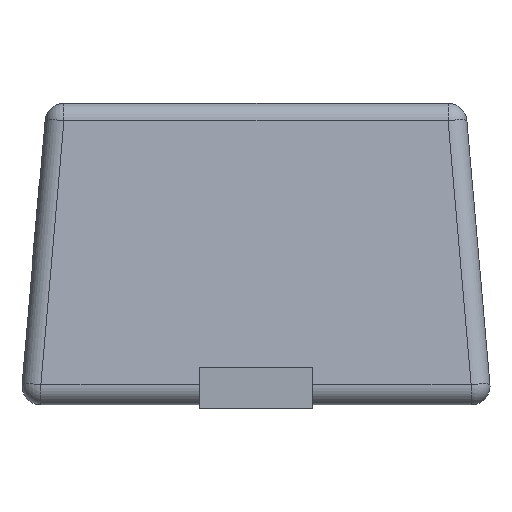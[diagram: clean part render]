
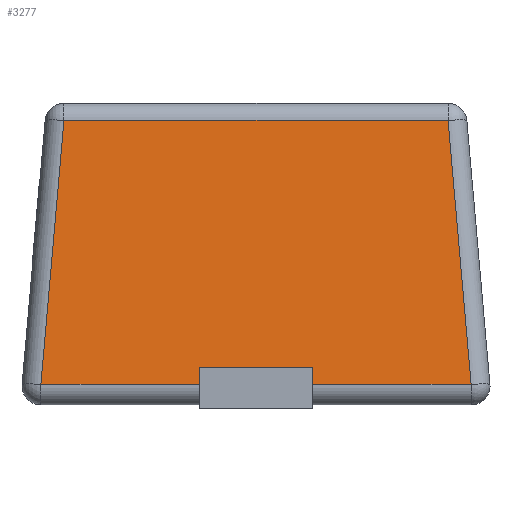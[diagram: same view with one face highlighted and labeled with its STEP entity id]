
A CAD part, left-side view. The second image highlights one B-rep face of the part: STEP entity #3277.
In plain terms, the highlighted planar face has unit normal (-0.996, 0, 0.087).
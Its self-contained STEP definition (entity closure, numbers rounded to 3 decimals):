
#360 = ORIENTED_EDGE ( 'NONE', *, *, #529, .T. ) ;
#370 = LINE ( 'NONE', #8366, #5652 ) ;
#481 = DIRECTION ( 'NONE',  ( 0.087, 0., 0.996 ) ) ;
#529 = EDGE_CURVE ( 'NONE', #4916, #595, #370, .T. ) ;
#595 = VERTEX_POINT ( 'NONE', #8804 ) ;
#810 = LINE ( 'NONE', #4742, #8815 ) ;
#846 = VERTEX_POINT ( 'NONE', #10119 ) ;
#980 = ORIENTED_EDGE ( 'NONE', *, *, #4153, .T. ) ;
#1551 = ORIENTED_EDGE ( 'NONE', *, *, #12778, .T. ) ;
#2460 = CARTESIAN_POINT ( 'NONE',  ( -0.916, -0.15, 0.1 ) ) ;
#2485 = EDGE_CURVE ( 'NONE', #11228, #4916, #6879, .T. ) ;
#2501 = DIRECTION ( 'NONE',  ( 0.087, 0.087, 0.992 ) ) ;
#2726 = LINE ( 'NONE', #11952, #10547 ) ;
#2835 = VECTOR ( 'NONE', #11961, 1000. ) ;
#2869 = ORIENTED_EDGE ( 'NONE', *, *, #12545, .T. ) ;
#2880 = ORIENTED_EDGE ( 'NONE', *, *, #12275, .T. ) ;
#3277 = ADVANCED_FACE ( 'NONE', ( #5897 ), #7025, .T. ) ;
#3938 = CARTESIAN_POINT ( 'NONE',  ( -0.859, -0.509, 0.754 ) ) ;
#4153 = EDGE_CURVE ( 'NONE', #8415, #12634, #2726, .T. ) ;
#4435 = DIRECTION ( 'NONE',  ( -0.087, 0.087, -0.992 ) ) ;
#4742 = CARTESIAN_POINT ( 'NONE',  ( -0.92, 0.625, 0.054 ) ) ;
#4862 = CARTESIAN_POINT ( 'NONE',  ( -0.859, 0.555, 0.754 ) ) ;
#4916 = VERTEX_POINT ( 'NONE', #12705 ) ;
#5127 = DIRECTION ( 'NONE',  ( 0.087, 0., 0.996 ) ) ;
#5241 = EDGE_CURVE ( 'NONE', #12634, #5512, #6150, .T. ) ;
#5351 = CARTESIAN_POINT ( 'NONE',  ( -0.92, 0.15, 0.054 ) ) ;
#5364 = ORIENTED_EDGE ( 'NONE', *, *, #5241, .T. ) ;
#5411 = LINE ( 'NONE', #5553, #8224 ) ;
#5512 = VERTEX_POINT ( 'NONE', #6668 ) ;
#5553 = CARTESIAN_POINT ( 'NONE',  ( -0.916, -0.566, 0.103 ) ) ;
#5652 = VECTOR ( 'NONE', #4435, 1000. ) ;
#5897 = FACE_OUTER_BOUND ( 'NONE', #9830, .T. ) ;
#6109 = CARTESIAN_POINT ( 'NONE',  ( -0.916, 0.625, 0.1 ) ) ;
#6150 = LINE ( 'NONE', #7270, #8722 ) ;
#6668 = CARTESIAN_POINT ( 'NONE',  ( -0.92, -0.57, 0.054 ) ) ;
#6709 = LINE ( 'NONE', #6109, #10938 ) ;
#6879 = LINE ( 'NONE', #4862, #2835 ) ;
#7025 = PLANE ( 'NONE',  #7585 ) ;
#7126 = VECTOR ( 'NONE', #481, 1000. ) ;
#7211 = DIRECTION ( 'NONE',  ( 0., -1., 0. ) ) ;
#7270 = CARTESIAN_POINT ( 'NONE',  ( -0.92, 0.625, 0.054 ) ) ;
#7585 = AXIS2_PLACEMENT_3D ( 'NONE', #11100, #11035, #5127 ) ;
#8064 = EDGE_CURVE ( 'NONE', #8415, #846, #6709, .T. ) ;
#8143 = CARTESIAN_POINT ( 'NONE',  ( -0.92, -0.15, 0.054 ) ) ;
#8224 = VECTOR ( 'NONE', #2501, 1000. ) ;
#8366 = CARTESIAN_POINT ( 'NONE',  ( -0.925, 0.576, -0.004 ) ) ;
#8415 = VERTEX_POINT ( 'NONE', #2460 ) ;
#8722 = VECTOR ( 'NONE', #7211, 1000. ) ;
#8804 = CARTESIAN_POINT ( 'NONE',  ( -0.92, 0.57, 0.054 ) ) ;
#8815 = VECTOR ( 'NONE', #8929, 1000. ) ;
#8929 = DIRECTION ( 'NONE',  ( 0., -1., 0. ) ) ;
#9400 = LINE ( 'NONE', #9465, #7126 ) ;
#9465 = CARTESIAN_POINT ( 'NONE',  ( -0.925, 0.15, 0. ) ) ;
#9733 = ORIENTED_EDGE ( 'NONE', *, *, #2485, .T. ) ;
#9830 = EDGE_LOOP ( 'NONE', ( #2880, #2869, #12919, #980, #5364, #1551, #9733, #360 ) ) ;
#10119 = CARTESIAN_POINT ( 'NONE',  ( -0.916, 0.15, 0.1 ) ) ;
#10493 = VERTEX_POINT ( 'NONE', #5351 ) ;
#10547 = VECTOR ( 'NONE', #10965, 1000. ) ;
#10938 = VECTOR ( 'NONE', #12171, 1000. ) ;
#10965 = DIRECTION ( 'NONE',  ( -0.087, 0., -0.996 ) ) ;
#11035 = DIRECTION ( 'NONE',  ( -0.996, 0., 0.087 ) ) ;
#11100 = CARTESIAN_POINT ( 'NONE',  ( -0.925, 0.625, 0. ) ) ;
#11228 = VERTEX_POINT ( 'NONE', #3938 ) ;
#11952 = CARTESIAN_POINT ( 'NONE',  ( -0.925, -0.15, 0. ) ) ;
#11961 = DIRECTION ( 'NONE',  ( 0., 1., 0. ) ) ;
#12171 = DIRECTION ( 'NONE',  ( 0., 1., 0. ) ) ;
#12275 = EDGE_CURVE ( 'NONE', #595, #10493, #810, .T. ) ;
#12545 = EDGE_CURVE ( 'NONE', #10493, #846, #9400, .T. ) ;
#12634 = VERTEX_POINT ( 'NONE', #8143 ) ;
#12705 = CARTESIAN_POINT ( 'NONE',  ( -0.859, 0.509, 0.754 ) ) ;
#12778 = EDGE_CURVE ( 'NONE', #5512, #11228, #5411, .T. ) ;
#12919 = ORIENTED_EDGE ( 'NONE', *, *, #8064, .F. ) ;
